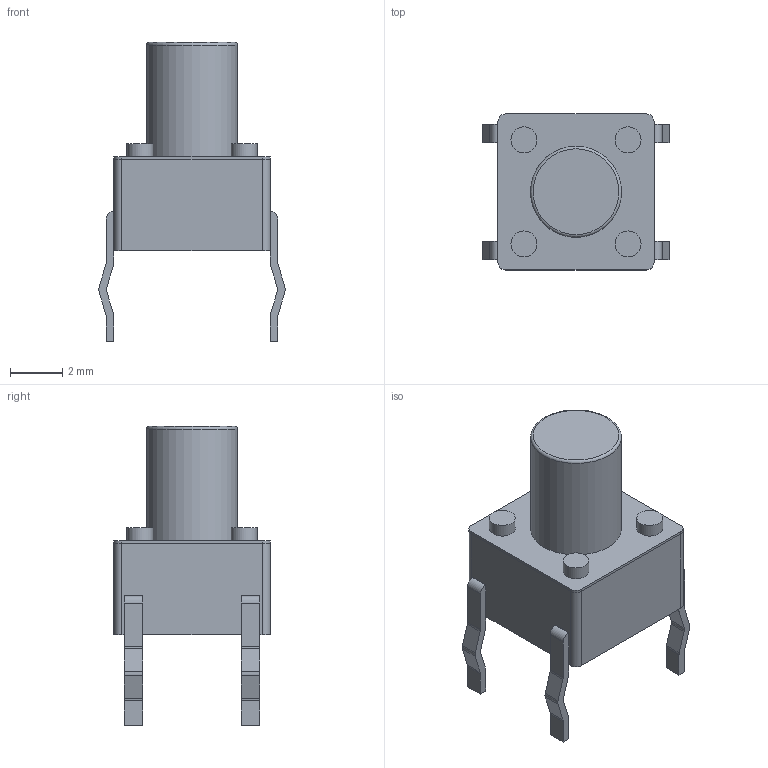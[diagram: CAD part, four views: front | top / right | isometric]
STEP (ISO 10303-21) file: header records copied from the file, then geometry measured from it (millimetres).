
FILE_DESCRIPTION(('FreeCAD Model'),'2;1');
FILE_NAME('SW_PUSH_6mm_h8mm.step','2018-01-07T21:33:34',('kicad StepUp'),( 'ksu MCAD'),'Open CASCADE STEP processor 6.8','FreeCAD','Unknown');
FILE_SCHEMA(('AUTOMOTIVE_DESIGN_CC2 { 1 2 10303 214 -1 1 5 4 }'));
Length unit declared in the file: millimetre
Products named in the file (1): SW_PUSH_6mm_h8mm
Bounding box: 7.17 x 6 x 11.5 mm (x, y, z)
Volume: 177.4 mm3; surface area: 243.8 mm2
Topology: 1 solids, 1 shells, 105 faces, 277 edges, 179 vertices
Faces by surface type: plane 63, cylinder 41, torus 1
Full cylindrical faces by diameter (mm): 1 x4, 3.5 x1
Entity records: 2250 total; most frequent: ORIENTED_EDGE 418, CARTESIAN_POINT 323, EDGE_CURVE 277, AXIS2_PLACEMENT_3D 186, LINE 181, VERTEX_POINT 179, FACE_BOUND 110, EDGE_LOOP 110
